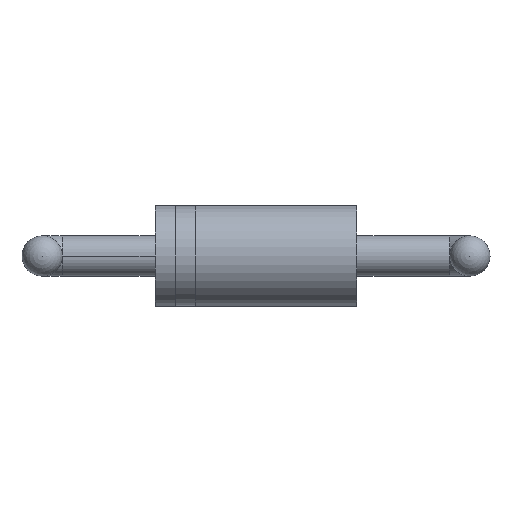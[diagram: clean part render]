
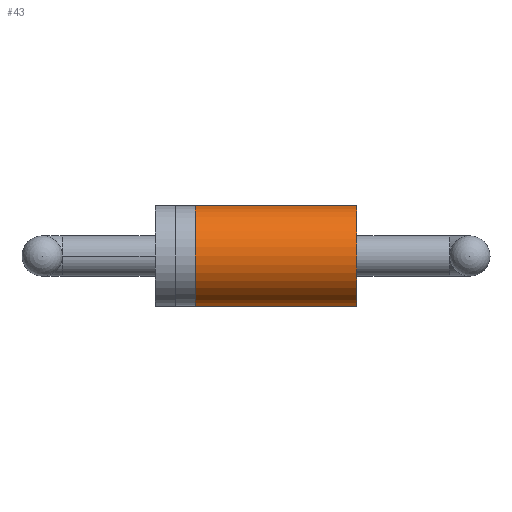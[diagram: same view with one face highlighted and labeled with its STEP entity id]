
A CAD part, front view. The second image highlights one B-rep face of the part: STEP entity #43.
In plain terms, the highlighted cylindrical face has radius 1.25 mm (diameter 2.5 mm), a partial arc.
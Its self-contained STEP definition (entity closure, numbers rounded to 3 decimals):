
#4 = EDGE_CURVE ( 'NONE', #683, #811, #772, .T. ) ;
#16 = VECTOR ( 'NONE', #606, 1000. ) ;
#40 = LINE ( 'NONE', #485, #16 ) ;
#43 = ADVANCED_FACE ( 'NONE', ( #874 ), #887, .T. ) ;
#72 = CARTESIAN_POINT ( 'NONE',  ( -2.5, 0., -1.25 ) ) ;
#83 = DIRECTION ( 'NONE',  ( -1., 0., 0. ) ) ;
#87 = DIRECTION ( 'NONE',  ( -1., 0., 0. ) ) ;
#147 = CARTESIAN_POINT ( 'NONE',  ( -1.5, 0., 0. ) ) ;
#166 = EDGE_CURVE ( 'NONE', #170, #683, #497, .T. ) ;
#170 = VERTEX_POINT ( 'NONE', #214 ) ;
#178 = CIRCLE ( 'NONE', #699, 1.25 ) ;
#203 = AXIS2_PLACEMENT_3D ( 'NONE', #147, #703, #864 ) ;
#214 = CARTESIAN_POINT ( 'NONE',  ( 2.5, 0., -1.25 ) ) ;
#241 = CARTESIAN_POINT ( 'NONE',  ( -2.5, 0., 0. ) ) ;
#256 = EDGE_CURVE ( 'NONE', #354, #811, #40, .T. ) ;
#354 = VERTEX_POINT ( 'NONE', #850 ) ;
#378 = AXIS2_PLACEMENT_3D ( 'NONE', #241, #87, #386 ) ;
#386 = DIRECTION ( 'NONE',  ( 0., 0., 1. ) ) ;
#392 = ORIENTED_EDGE ( 'NONE', *, *, #4, .F. ) ;
#474 = CARTESIAN_POINT ( 'NONE',  ( -1.5, 0., 1.25 ) ) ;
#485 = CARTESIAN_POINT ( 'NONE',  ( -2.5, 0., 1.25 ) ) ;
#497 = LINE ( 'NONE', #72, #686 ) ;
#606 = DIRECTION ( 'NONE',  ( -1., 0., 0. ) ) ;
#639 = DIRECTION ( 'NONE',  ( -1., 0., 0. ) ) ;
#640 = ORIENTED_EDGE ( 'NONE', *, *, #256, .T. ) ;
#648 = EDGE_CURVE ( 'NONE', #170, #354, #178, .T. ) ;
#650 = CARTESIAN_POINT ( 'NONE',  ( -1.5, 0., -1.25 ) ) ;
#683 = VERTEX_POINT ( 'NONE', #650 ) ;
#686 = VECTOR ( 'NONE', #639, 1000. ) ;
#699 = AXIS2_PLACEMENT_3D ( 'NONE', #731, #83, #861 ) ;
#703 = DIRECTION ( 'NONE',  ( -1., 0., 0. ) ) ;
#716 = ORIENTED_EDGE ( 'NONE', *, *, #166, .F. ) ;
#731 = CARTESIAN_POINT ( 'NONE',  ( 2.5, 0., 0. ) ) ;
#745 = EDGE_LOOP ( 'NONE', ( #716, #862, #640, #392 ) ) ;
#772 = CIRCLE ( 'NONE', #203, 1.25 ) ;
#811 = VERTEX_POINT ( 'NONE', #474 ) ;
#850 = CARTESIAN_POINT ( 'NONE',  ( 2.5, 0., 1.25 ) ) ;
#861 = DIRECTION ( 'NONE',  ( 0., 0., 1. ) ) ;
#862 = ORIENTED_EDGE ( 'NONE', *, *, #648, .T. ) ;
#864 = DIRECTION ( 'NONE',  ( 0., 0., 1. ) ) ;
#874 = FACE_OUTER_BOUND ( 'NONE', #745, .T. ) ;
#887 = CYLINDRICAL_SURFACE ( 'NONE', #378, 1.25 ) ;
